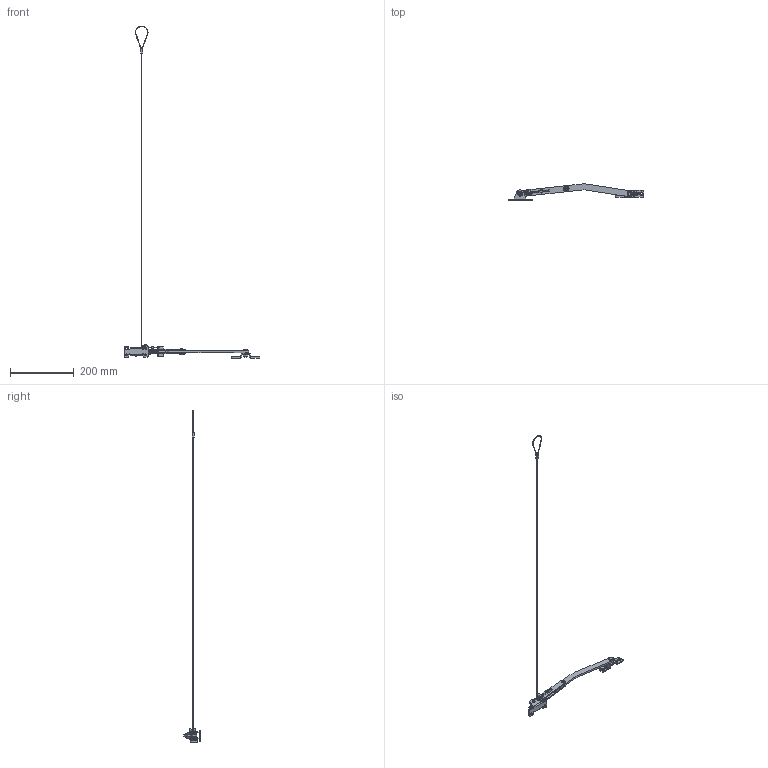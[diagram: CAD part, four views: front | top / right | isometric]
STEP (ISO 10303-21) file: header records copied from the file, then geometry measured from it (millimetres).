
FILE_DESCRIPTION (( 'STEP AP203' ), '1' );
FILE_NAME ('B-450-W-1-L.STEP', '2019-10-09T06:56:37', ( '' ), ( '' ), 'SwSTEP 2.0', 'SolidWorks 2014', '' );
FILE_SCHEMA (( 'CONFIG_CONTROL_DESIGN' ));
Length unit declared in the file: millimetre
Products named in the file (20): B-450-W-1-L_ワイヤー_; B-450-W-1-L_取付座(1)_; B-450-W-1-L_M8平座金_; B-450-W-1-L_シャフト(1)__B; B-450-W-1-L_十字穴付皿小ねじ_内径基準ver1.02_M4×8十字穴付皿小ねじ; B-450-W-1-L_アーム(1)_; B-450-W-1-L_固定板_; B-450-W-1-L_儚僀儎乕2_; B-450-W-1-L_取付座(2)_; B-450-W-1-L_M10平座金_; B-450-W-1-L_アーム(2)_; B-450-W-1-L_シャフト(2)_; B-450-W-1-L_ワイヤー固定金具_; B-450-W-1-L_カラー_; B-450-W-1-L_スプリングケース_; B-450-W-1-L; B-450-W-1-L_シャフト(1)__A; B-450-W-1-L_ナット_; B-450-W-1-L_アーム(1)__M4穴有; B-450-W-1-L_ストッパー_
Assembly tree (23 placements, depth 2):
  B-450-W-1-L
    B-450-W-1-L_アーム(2)_
    B-450-W-1-L_アーム(1)__M4穴有
    B-450-W-1-L_アーム(1)_
    B-450-W-1-L_カラー_
    B-450-W-1-L_取付座(1)_
    B-450-W-1-L_取付座(2)_
    B-450-W-1-L_シャフト(1)__A
    B-450-W-1-L_シャフト(1)__B
    B-450-W-1-L_シャフト(2)_
    B-450-W-1-L_ストッパー_
    B-450-W-1-L_固定板_
    B-450-W-1-L_スプリングケース_
    B-450-W-1-L_M8平座金_  x4
    B-450-W-1-L_M10平座金_
    B-450-W-1-L_ナット_
    B-450-W-1-L_十字穴付皿小ねじ_内径基準ver1.02_M4×8十字穴付皿小ねじ  x2
    B-450-W-1-L_ワイヤー固定金具_
    B-450-W-1-L_ワイヤー_
    B-450-W-1-L_儚僀儎乕2_
Bounding box: 426.04 x 50.82 x 1042.1 mm (x, y, z)
Volume: 77767.5 mm3; surface area: 59238.9 mm2
Topology: 23 solids, 23 shells, 436 faces, 1088 edges, 708 vertices
Faces by surface type: plane 219, cylinder 157, cone 34, bspline 12, sphere 8, torus 6
Entity records: 14106 total; most frequent: CARTESIAN_POINT 2334, DIRECTION 2064, ORIENTED_EDGE 1920, EDGE_CURVE 960, AXIS2_PLACEMENT_3D 746, VERTEX_POINT 624, VECTOR 572, LINE 572
